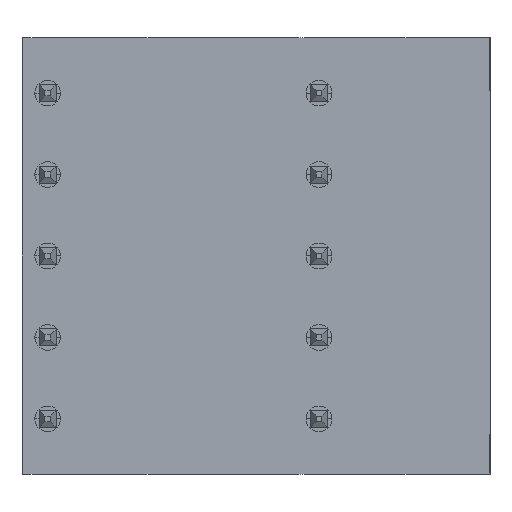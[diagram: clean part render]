
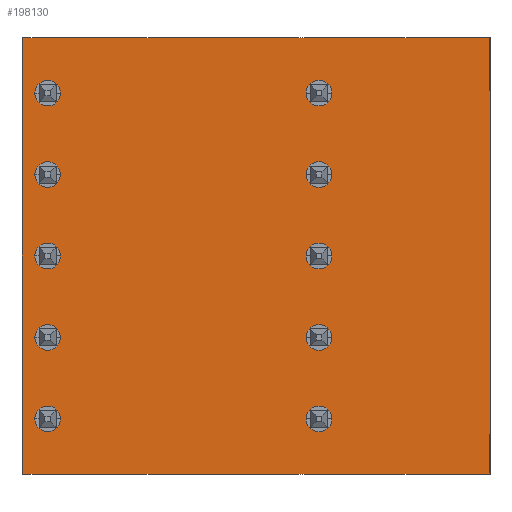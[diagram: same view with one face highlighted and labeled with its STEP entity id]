
A CAD part, front view. The second image highlights one B-rep face of the part: STEP entity #198130.
In plain terms, the highlighted planar face has unit normal (0, -1, 0).
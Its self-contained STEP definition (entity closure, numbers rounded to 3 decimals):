
#2450=CARTESIAN_POINT('',(-11.457,51.205,2.6));
#2460=VERTEX_POINT('',#2450);
#2490=CARTESIAN_POINT('',(0.,51.205,2.6));
#2500=DIRECTION('',(-1.,0.,0.));
#2510=VECTOR('',#2500,1.);
#2520=LINE('',#2490,#2510);
#2530=CARTESIAN_POINT('',(-33.357,51.205,2.6));
#2540=VERTEX_POINT('',#2530);
#2550=EDGE_CURVE('',#2460,#2540,#2520,.T.);
#10840=CARTESIAN_POINT('',(-18.857,51.205,
0.));
#10850=VERTEX_POINT('',#10840);
#11030=CARTESIAN_POINT('',(-20.057,51.205,
0.));
#11040=VERTEX_POINT('',#11030);
#11070=CARTESIAN_POINT('',(-19.457,51.205,
0.));
#11080=DIRECTION('',(0.,-1.,0.));
#11090=DIRECTION('',(1.,0.,0.));
#11100=AXIS2_PLACEMENT_3D('',#11070,#11080,#11090);
#11110=CIRCLE('',#11100,0.6);
#11120=EDGE_CURVE('',#10850,#11040,#11110,.T.);
#27010=CARTESIAN_POINT('',(-18.857,51.205,
-3.81));
#27020=VERTEX_POINT('',#27010);
#27050=CARTESIAN_POINT('',(-19.457,51.205,
-3.81));
#27060=DIRECTION('',(0.,-1.,0.));
#27070=DIRECTION('',(1.,0.,0.));
#27080=AXIS2_PLACEMENT_3D('',#27050,#27060,#27070);
#27090=CIRCLE('',#27080,0.6);
#27100=CARTESIAN_POINT('',(-20.057,51.205,
-3.81));
#27110=VERTEX_POINT('',#27100);
#27120=EDGE_CURVE('',#27110,#27020,#27090,.T.);
#38660=CARTESIAN_POINT('',(-31.557,51.205,
-3.81));
#38670=VERTEX_POINT('',#38660);
#38700=CARTESIAN_POINT('',(-32.157,51.205,
-3.81));
#38710=DIRECTION('',(0.,-1.,0.));
#38720=DIRECTION('',(1.,0.,0.));
#38730=AXIS2_PLACEMENT_3D('',#38700,#38710,#38720);
#38740=CIRCLE('',#38730,0.6);
#38750=CARTESIAN_POINT('',(-32.757,51.205,
-3.81));
#38760=VERTEX_POINT('',#38750);
#38770=EDGE_CURVE('',#38760,#38670,#38740,.T.);
#47050=CARTESIAN_POINT('',(-32.757,51.205,
0.));
#47060=VERTEX_POINT('',#47050);
#47090=CARTESIAN_POINT('',(-32.157,51.205,
0.));
#47100=DIRECTION('',(0.,-1.,0.));
#47110=DIRECTION('',(1.,0.,0.));
#47120=AXIS2_PLACEMENT_3D('',#47090,#47100,#47110);
#47130=CIRCLE('',#47120,0.6);
#47140=CARTESIAN_POINT('',(-31.557,51.205,
0.));
#47150=VERTEX_POINT('',#47140);
#47160=EDGE_CURVE('',#47150,#47060,#47130,.T.);
#89580=CARTESIAN_POINT('',(-31.557,51.205,
-7.62));
#89590=VERTEX_POINT('',#89580);
#89620=CARTESIAN_POINT('',(-32.157,51.205,
-7.62));
#89630=DIRECTION('',(0.,-1.,0.));
#89640=DIRECTION('',(1.,0.,0.));
#89650=AXIS2_PLACEMENT_3D('',#89620,#89630,#89640);
#89660=CIRCLE('',#89650,0.6);
#89670=CARTESIAN_POINT('',(-32.757,51.205,
-7.62));
#89680=VERTEX_POINT('',#89670);
#89690=EDGE_CURVE('',#89680,#89590,#89660,.T.);
#150670=CARTESIAN_POINT('',(-31.557,51.205,-11.43));
#150680=VERTEX_POINT('',#150670);
#150730=CARTESIAN_POINT('',(-32.157,51.205,-11.43));
#150740=DIRECTION('',(0.,-1.,0.));
#150750=DIRECTION('',(1.,0.,0.));
#150760=AXIS2_PLACEMENT_3D('',#150730,#150740,#150750);
#150770=CIRCLE('',#150760,0.6);
#150780=CARTESIAN_POINT('',(-32.757,51.205,-11.43));
#150790=VERTEX_POINT('',#150780);
#150800=EDGE_CURVE('',#150790,#150680,#150770,.T.);
#154520=CARTESIAN_POINT('',(-33.357,51.205,-3.81));
#154530=DIRECTION('',(0.,0.,-1.));
#154540=VECTOR('',#154530,1.);
#154550=LINE('',#154520,#154540);
#154560=CARTESIAN_POINT('',(-33.357,51.205,-17.84));
#154570=VERTEX_POINT('',#154560);
#154580=EDGE_CURVE('',#2540,#154570,#154550,.T.);
#157760=CARTESIAN_POINT('',(-18.857,51.205,
-7.62));
#157770=VERTEX_POINT('',#157760);
#157850=CARTESIAN_POINT('',(-20.057,51.205,
-7.62));
#157860=VERTEX_POINT('',#157850);
#157890=CARTESIAN_POINT('',(-19.457,51.205,
-7.62));
#157900=DIRECTION('',(0.,-1.,0.));
#157910=DIRECTION('',(1.,0.,0.));
#157920=AXIS2_PLACEMENT_3D('',#157890,#157900,#157910);
#157930=CIRCLE('',#157920,0.6);
#157940=EDGE_CURVE('',#157770,#157860,#157930,.T.);
#178200=CARTESIAN_POINT('',(-11.457,51.205,-17.84));
#178210=VERTEX_POINT('',#178200);
#178240=CARTESIAN_POINT('',(-11.457,51.205,-3.81));
#178250=DIRECTION('',(0.,0.,1.));
#178260=VECTOR('',#178250,1.);
#178270=LINE('',#178240,#178260);
#178280=EDGE_CURVE('',#178210,#2460,#178270,.T.);
#197170=CARTESIAN_POINT('',(-33.357,51.205,-11.43));
#197180=DIRECTION('',(-0.,-1.,-0.));
#197190=DIRECTION('',(-1.,0.,0.));
#197200=AXIS2_PLACEMENT_3D('',#197170,#197180,#197190);
#197210=PLANE('',#197200);
#197220=ORIENTED_EDGE('',*,*,#150800,.F.);
#197230=EDGE_CURVE('',#150680,#150790,#150770,.T.);
#197240=ORIENTED_EDGE('',*,*,#197230,.F.);
#197250=EDGE_LOOP('',(#197240,#197220));
#197260=FACE_BOUND('',#197250,.T.);
#197270=CARTESIAN_POINT('',(-32.157,51.205,-15.24));
#197280=DIRECTION('',(0.,-1.,0.));
#197290=DIRECTION('',(1.,0.,0.));
#197300=AXIS2_PLACEMENT_3D('',#197270,#197280,#197290);
#197310=CIRCLE('',#197300,0.6);
#197320=CARTESIAN_POINT('',(-32.757,51.205,-15.24));
#197330=VERTEX_POINT('',#197320);
#197340=CARTESIAN_POINT('',(-31.557,51.205,-15.24));
#197350=VERTEX_POINT('',#197340);
#197360=EDGE_CURVE('',#197330,#197350,#197310,.T.);
#197370=ORIENTED_EDGE('',*,*,#197360,.F.);
#197380=EDGE_CURVE('',#197350,#197330,#197310,.T.);
#197390=ORIENTED_EDGE('',*,*,#197380,.F.);
#197400=EDGE_LOOP('',(#197390,#197370));
#197410=FACE_BOUND('',#197400,.T.);
#197420=EDGE_CURVE('',#89590,#89680,#89660,.T.);
#197430=ORIENTED_EDGE('',*,*,#197420,.F.);
#197440=ORIENTED_EDGE('',*,*,#89690,.F.);
#197450=EDGE_LOOP('',(#197440,#197430));
#197460=FACE_BOUND('',#197450,.T.);
#197470=EDGE_CURVE('',#47060,#47150,#47130,.T.);
#197480=ORIENTED_EDGE('',*,*,#197470,.F.);
#197490=ORIENTED_EDGE('',*,*,#47160,.F.);
#197500=EDGE_LOOP('',(#197490,#197480));
#197510=FACE_BOUND('',#197500,.T.);
#197520=EDGE_CURVE('',#11040,#10850,#11110,.T.);
#197530=ORIENTED_EDGE('',*,*,#197520,.F.);
#197540=ORIENTED_EDGE('',*,*,#11120,.F.);
#197550=EDGE_LOOP('',(#197540,#197530));
#197560=FACE_BOUND('',#197550,.T.);
#197570=ORIENTED_EDGE('',*,*,#38770,.F.);
#197580=EDGE_CURVE('',#38670,#38760,#38740,.T.);
#197590=ORIENTED_EDGE('',*,*,#197580,.F.);
#197600=EDGE_LOOP('',(#197590,#197570));
#197610=FACE_BOUND('',#197600,.T.);
#197620=ORIENTED_EDGE('',*,*,#27120,.F.);
#197630=EDGE_CURVE('',#27020,#27110,#27090,.T.);
#197640=ORIENTED_EDGE('',*,*,#197630,.F.);
#197650=EDGE_LOOP('',(#197640,#197620));
#197660=FACE_BOUND('',#197650,.T.);
#197670=EDGE_CURVE('',#157860,#157770,#157930,.T.);
#197680=ORIENTED_EDGE('',*,*,#197670,.F.);
#197690=ORIENTED_EDGE('',*,*,#157940,.F.);
#197700=EDGE_LOOP('',(#197690,#197680));
#197710=FACE_BOUND('',#197700,.T.);
#197720=CARTESIAN_POINT('',(-19.457,51.205,-15.24));
#197730=DIRECTION('',(0.,-1.,0.));
#197740=DIRECTION('',(1.,0.,0.));
#197750=AXIS2_PLACEMENT_3D('',#197720,#197730,#197740);
#197760=CIRCLE('',#197750,0.6);
#197770=CARTESIAN_POINT('',(-18.857,51.205,-15.24));
#197780=VERTEX_POINT('',#197770);
#197790=CARTESIAN_POINT('',(-20.057,51.205,-15.24));
#197800=VERTEX_POINT('',#197790);
#197810=EDGE_CURVE('',#197780,#197800,#197760,.T.);
#197820=ORIENTED_EDGE('',*,*,#197810,.F.);
#197830=EDGE_CURVE('',#197800,#197780,#197760,.T.);
#197840=ORIENTED_EDGE('',*,*,#197830,.F.);
#197850=EDGE_LOOP('',(#197840,#197820));
#197860=FACE_BOUND('',#197850,.T.);
#197870=CARTESIAN_POINT('',(0.,51.205,-17.84));
#197880=DIRECTION('',(-1.,0.,0.));
#197890=VECTOR('',#197880,1.);
#197900=LINE('',#197870,#197890);
#197910=EDGE_CURVE('',#178210,#154570,#197900,.T.);
#197920=ORIENTED_EDGE('',*,*,#197910,.F.);
#197930=ORIENTED_EDGE('',*,*,#154580,.T.);
#197940=ORIENTED_EDGE('',*,*,#2550,.T.);
#197950=ORIENTED_EDGE('',*,*,#178280,.T.);
#197960=EDGE_LOOP('',(#197950,#197940,#197930,#197920));
#197970=FACE_OUTER_BOUND('',#197960,.T.);
#197980=CARTESIAN_POINT('',(-19.457,51.205,-11.43));
#197990=DIRECTION('',(0.,-1.,0.));
#198000=DIRECTION('',(1.,0.,0.));
#198010=AXIS2_PLACEMENT_3D('',#197980,#197990,#198000);
#198020=CIRCLE('',#198010,0.6);
#198030=CARTESIAN_POINT('',(-18.857,51.205,-11.43));
#198040=VERTEX_POINT('',#198030);
#198050=CARTESIAN_POINT('',(-20.057,51.205,-11.43));
#198060=VERTEX_POINT('',#198050);
#198070=EDGE_CURVE('',#198040,#198060,#198020,.T.);
#198080=ORIENTED_EDGE('',*,*,#198070,.F.);
#198090=EDGE_CURVE('',#198060,#198040,#198020,.T.);
#198100=ORIENTED_EDGE('',*,*,#198090,.F.);
#198110=EDGE_LOOP('',(#198100,#198080));
#198120=FACE_BOUND('',#198110,.T.);
#198130=ADVANCED_FACE('',(#197260,#197410,#197460,#197510,#197560,
#197610,#197660,#197710,#197860,#197970,#198120),#197210,.T.);
